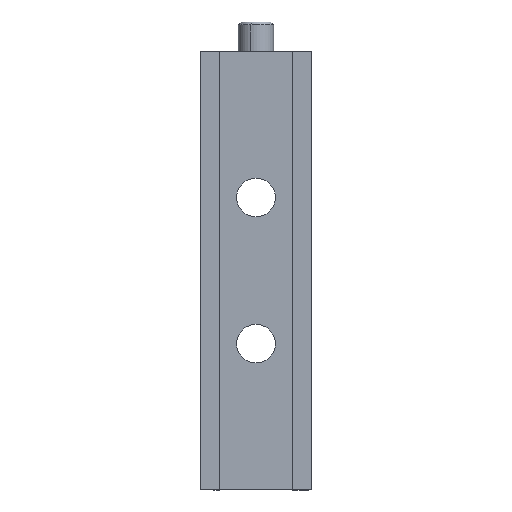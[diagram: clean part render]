
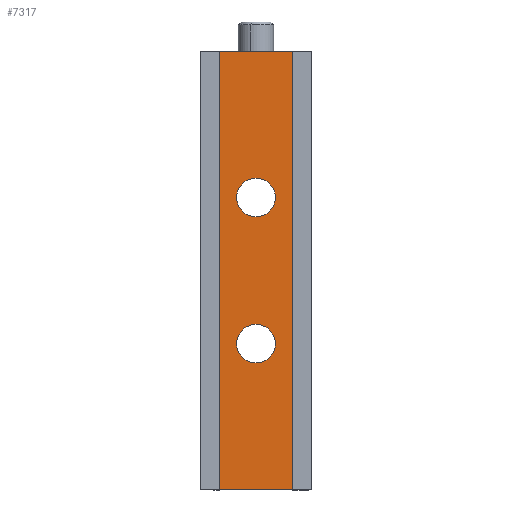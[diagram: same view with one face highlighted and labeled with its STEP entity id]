
A CAD part, top view. The second image highlights one B-rep face of the part: STEP entity #7317.
In plain terms, the highlighted planar face has unit normal (0, 0, 1).
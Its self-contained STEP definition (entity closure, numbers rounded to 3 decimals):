
#315 = VECTOR ( 'NONE', #15737, 1000. ) ;
#342 = DIRECTION ( 'NONE',  ( -1., 0., 0. ) ) ;
#436 = EDGE_CURVE ( 'NONE', #4171, #3794, #6146, .T. ) ;
#1383 = ORIENTED_EDGE ( 'NONE', *, *, #25368, .T. ) ;
#1907 = CARTESIAN_POINT ( 'NONE',  ( -14.845, 20.328, 4.5 ) ) ;
#3041 = CARTESIAN_POINT ( 'NONE',  ( -8.595, 45.328, 4.5 ) ) ;
#3343 = CARTESIAN_POINT ( 'NONE',  ( -21.095, 45.328, 4.5 ) ) ;
#3531 = CARTESIAN_POINT ( 'NONE',  ( -18.145, -4.672, 4.5 ) ) ;
#3794 = VERTEX_POINT ( 'NONE', #9920 ) ;
#3884 = VECTOR ( 'NONE', #11353, 1000. ) ;
#4171 = VERTEX_POINT ( 'NONE', #14648 ) ;
#4358 = DIRECTION ( 'NONE',  ( 1., 0., 0. ) ) ;
#4645 = LINE ( 'NONE', #19473, #16207 ) ;
#4872 = LINE ( 'NONE', #3041, #3884 ) ;
#5468 = DIRECTION ( 'NONE',  ( -1., 0., 0. ) ) ;
#5510 = ORIENTED_EDGE ( 'NONE', *, *, #7862, .F. ) ;
#6025 = CIRCLE ( 'NONE', #24073, 3.3 ) ;
#6146 = CIRCLE ( 'NONE', #21946, 3.3 ) ;
#6601 = DIRECTION ( 'NONE',  ( 0., 0., -1. ) ) ;
#7317 = ADVANCED_FACE ( 'NONE', ( #16091, #12364, #20862 ), #22701, .F. ) ;
#7636 = CARTESIAN_POINT ( 'NONE',  ( -14.845, -4.672, 4.5 ) ) ;
#7862 = EDGE_CURVE ( 'NONE', #16454, #12331, #26753, .T. ) ;
#9693 = CARTESIAN_POINT ( 'NONE',  ( -14.845, -4.672, 4.5 ) ) ;
#9772 = VERTEX_POINT ( 'NONE', #24184 ) ;
#9914 = AXIS2_PLACEMENT_3D ( 'NONE', #21005, #14212, #14353 ) ;
#9920 = CARTESIAN_POINT ( 'NONE',  ( -11.545, 20.328, 4.5 ) ) ;
#10799 = DIRECTION ( 'NONE',  ( 0., 0., -1. ) ) ;
#11131 = CARTESIAN_POINT ( 'NONE',  ( -21.095, -29.672, 4.5 ) ) ;
#11353 = DIRECTION ( 'NONE',  ( 0., -1., 0. ) ) ;
#12331 = VERTEX_POINT ( 'NONE', #11131 ) ;
#12364 = FACE_BOUND ( 'NONE', #21669, .T. ) ;
#12841 = ORIENTED_EDGE ( 'NONE', *, *, #17568, .F. ) ;
#13119 = EDGE_LOOP ( 'NONE', ( #1383, #25099 ) ) ;
#13323 = CARTESIAN_POINT ( 'NONE',  ( -11.545, -4.672, 4.5 ) ) ;
#13359 = EDGE_CURVE ( 'NONE', #27386, #25362, #15572, .T. ) ;
#14212 = DIRECTION ( 'NONE',  ( 0., 0., -1. ) ) ;
#14353 = DIRECTION ( 'NONE',  ( -1., 0., 0. ) ) ;
#14532 = CARTESIAN_POINT ( 'NONE',  ( -8.595, -29.672, 4.5 ) ) ;
#14648 = CARTESIAN_POINT ( 'NONE',  ( -18.145, 20.328, 4.5 ) ) ;
#14661 = ORIENTED_EDGE ( 'NONE', *, *, #20842, .T. ) ;
#14795 = EDGE_LOOP ( 'NONE', ( #5510, #24900, #12841, #21087 ) ) ;
#14917 = DIRECTION ( 'NONE',  ( -1., 0., 0. ) ) ;
#14940 = ORIENTED_EDGE ( 'NONE', *, *, #436, .T. ) ;
#15501 = CIRCLE ( 'NONE', #17748, 3.3 ) ;
#15534 = CARTESIAN_POINT ( 'NONE',  ( -21.095, 45.328, 4.5 ) ) ;
#15572 = CIRCLE ( 'NONE', #17340, 3.3 ) ;
#15737 = DIRECTION ( 'NONE',  ( -1., 0., 0. ) ) ;
#16091 = FACE_BOUND ( 'NONE', #13119, .T. ) ;
#16207 = VECTOR ( 'NONE', #4358, 1000. ) ;
#16454 = VERTEX_POINT ( 'NONE', #14532 ) ;
#17340 = AXIS2_PLACEMENT_3D ( 'NONE', #9693, #26924, #5468 ) ;
#17568 = EDGE_CURVE ( 'NONE', #23535, #9772, #4645, .T. ) ;
#17748 = AXIS2_PLACEMENT_3D ( 'NONE', #18796, #6601, #14917 ) ;
#18796 = CARTESIAN_POINT ( 'NONE',  ( -14.845, 20.328, 4.5 ) ) ;
#19473 = CARTESIAN_POINT ( 'NONE',  ( -8.595, 45.328, 4.5 ) ) ;
#20842 = EDGE_CURVE ( 'NONE', #3794, #4171, #15501, .T. ) ;
#20862 = FACE_OUTER_BOUND ( 'NONE', #14795, .T. ) ;
#21005 = CARTESIAN_POINT ( 'NONE',  ( -8.595, 45.328, 4.5 ) ) ;
#21087 = ORIENTED_EDGE ( 'NONE', *, *, #24350, .T. ) ;
#21669 = EDGE_LOOP ( 'NONE', ( #14940, #14661 ) ) ;
#21946 = AXIS2_PLACEMENT_3D ( 'NONE', #1907, #10799, #342 ) ;
#22701 = PLANE ( 'NONE',  #9914 ) ;
#23535 = VERTEX_POINT ( 'NONE', #3343 ) ;
#23576 = EDGE_CURVE ( 'NONE', #9772, #16454, #4872, .T. ) ;
#24038 = VECTOR ( 'NONE', #24307, 1000. ) ;
#24073 = AXIS2_PLACEMENT_3D ( 'NONE', #7636, #24870, #26698 ) ;
#24184 = CARTESIAN_POINT ( 'NONE',  ( -8.595, 45.328, 4.5 ) ) ;
#24307 = DIRECTION ( 'NONE',  ( 0., -1., 0. ) ) ;
#24350 = EDGE_CURVE ( 'NONE', #23535, #12331, #26262, .T. ) ;
#24870 = DIRECTION ( 'NONE',  ( 0., 0., -1. ) ) ;
#24900 = ORIENTED_EDGE ( 'NONE', *, *, #23576, .F. ) ;
#25099 = ORIENTED_EDGE ( 'NONE', *, *, #13359, .T. ) ;
#25362 = VERTEX_POINT ( 'NONE', #3531 ) ;
#25368 = EDGE_CURVE ( 'NONE', #25362, #27386, #6025, .T. ) ;
#26262 = LINE ( 'NONE', #15534, #24038 ) ;
#26611 = CARTESIAN_POINT ( 'NONE',  ( -8.595, -29.672, 4.5 ) ) ;
#26698 = DIRECTION ( 'NONE',  ( -1., 0., 0. ) ) ;
#26753 = LINE ( 'NONE', #26611, #315 ) ;
#26924 = DIRECTION ( 'NONE',  ( 0., 0., -1. ) ) ;
#27386 = VERTEX_POINT ( 'NONE', #13323 ) ;
